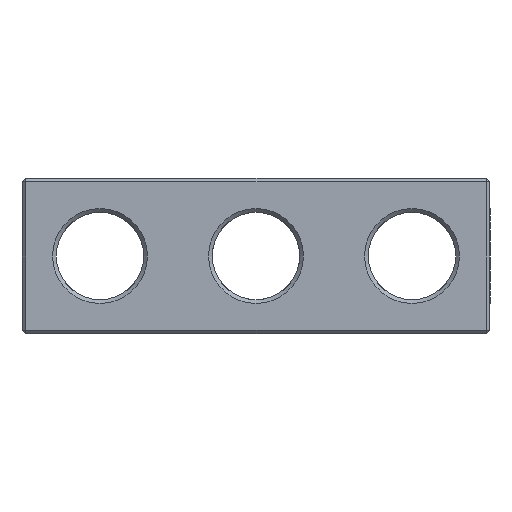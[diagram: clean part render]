
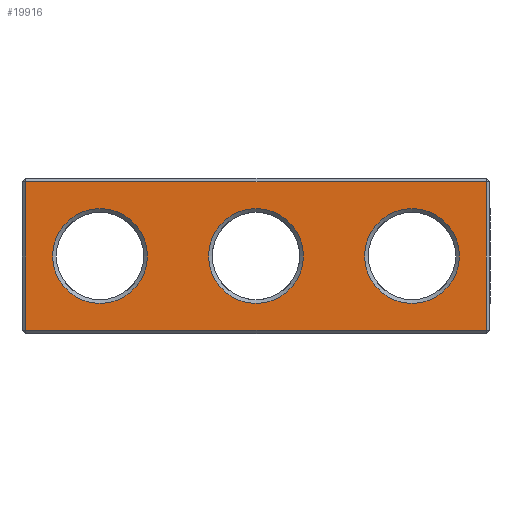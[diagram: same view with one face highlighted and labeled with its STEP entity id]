
A CAD part, front view. The second image highlights one B-rep face of the part: STEP entity #19916.
In plain terms, the highlighted planar face has unit normal (0, -1, 0).
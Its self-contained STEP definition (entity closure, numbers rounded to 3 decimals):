
#1923 = PLANE('',#1924);
#1924 = AXIS2_PLACEMENT_3D('',#1925,#1926,#1927);
#1925 = CARTESIAN_POINT('',(-18.75,-6.1,0.15));
#1926 = DIRECTION('',(0.,0.707,0.707));
#1927 = DIRECTION('',(1.,0.,0.));
#2644 = PLANE('',#2645);
#2645 = AXIS2_PLACEMENT_3D('',#2646,#2647,#2648);
#2646 = CARTESIAN_POINT('',(-18.75,-6.1,12.35));
#2647 = DIRECTION('',(0.,-0.707,0.707));
#2648 = DIRECTION('',(1.,0.,0.));
#7194 = PLANE('',#7195);
#7195 = AXIS2_PLACEMENT_3D('',#7196,#7197,#7198);
#7196 = CARTESIAN_POINT('',(-18.6,-6.1,0.));
#7197 = DIRECTION('',(-0.707,-0.707,0.));
#7198 = DIRECTION('',(0.,0.,1.));
#7556 = VERTEX_POINT('',#7557);
#7557 = CARTESIAN_POINT('',(-18.45,-6.25,0.3));
#7583 = EDGE_CURVE('',#7556,#7584,#7586,.T.);
#7584 = VERTEX_POINT('',#7585);
#7585 = CARTESIAN_POINT('',(18.45,-6.25,0.3));
#7586 = SURFACE_CURVE('',#7587,(#7591,#7598),.PCURVE_S1.);
#7587 = LINE('',#7588,#7589);
#7588 = CARTESIAN_POINT('',(-18.75,-6.25,0.3));
#7589 = VECTOR('',#7590,1.);
#7590 = DIRECTION('',(1.,0.,0.));
#7591 = PCURVE('',#1923,#7592);
#7592 = DEFINITIONAL_REPRESENTATION('',(#7593),#7597);
#7593 = LINE('',#7594,#7595);
#7594 = CARTESIAN_POINT('',(0.,-0.212));
#7595 = VECTOR('',#7596,1.);
#7596 = DIRECTION('',(1.,0.));
#7597 = ( GEOMETRIC_REPRESENTATION_CONTEXT(2) 
PARAMETRIC_REPRESENTATION_CONTEXT() REPRESENTATION_CONTEXT('2D SPACE',''
  ) );
#7598 = PCURVE('',#7599,#7604);
#7599 = PLANE('',#7600);
#7600 = AXIS2_PLACEMENT_3D('',#7601,#7602,#7603);
#7601 = CARTESIAN_POINT('',(-18.75,-6.25,0.));
#7602 = DIRECTION('',(0.,1.,0.));
#7603 = DIRECTION('',(1.,0.,0.));
#7604 = DEFINITIONAL_REPRESENTATION('',(#7605),#7609);
#7605 = LINE('',#7606,#7607);
#7606 = CARTESIAN_POINT('',(0.,-0.3));
#7607 = VECTOR('',#7608,1.);
#7608 = DIRECTION('',(1.,0.));
#7609 = ( GEOMETRIC_REPRESENTATION_CONTEXT(2) 
PARAMETRIC_REPRESENTATION_CONTEXT() REPRESENTATION_CONTEXT('2D SPACE',''
  ) );
#8803 = VERTEX_POINT('',#8804);
#8804 = CARTESIAN_POINT('',(-18.45,-6.25,12.2));
#8830 = EDGE_CURVE('',#8803,#8831,#8833,.T.);
#8831 = VERTEX_POINT('',#8832);
#8832 = CARTESIAN_POINT('',(18.45,-6.25,12.2));
#8833 = SURFACE_CURVE('',#8834,(#8838,#8845),.PCURVE_S1.);
#8834 = LINE('',#8835,#8836);
#8835 = CARTESIAN_POINT('',(-18.75,-6.25,12.2));
#8836 = VECTOR('',#8837,1.);
#8837 = DIRECTION('',(1.,0.,0.));
#8838 = PCURVE('',#2644,#8839);
#8839 = DEFINITIONAL_REPRESENTATION('',(#8840),#8844);
#8840 = LINE('',#8841,#8842);
#8841 = CARTESIAN_POINT('',(0.,-0.212));
#8842 = VECTOR('',#8843,1.);
#8843 = DIRECTION('',(1.,0.));
#8844 = ( GEOMETRIC_REPRESENTATION_CONTEXT(2) 
PARAMETRIC_REPRESENTATION_CONTEXT() REPRESENTATION_CONTEXT('2D SPACE',''
  ) );
#8845 = PCURVE('',#7599,#8846);
#8846 = DEFINITIONAL_REPRESENTATION('',(#8847),#8851);
#8847 = LINE('',#8848,#8849);
#8848 = CARTESIAN_POINT('',(0.,-12.2));
#8849 = VECTOR('',#8850,1.);
#8850 = DIRECTION('',(1.,0.));
#8851 = ( GEOMETRIC_REPRESENTATION_CONTEXT(2) 
PARAMETRIC_REPRESENTATION_CONTEXT() REPRESENTATION_CONTEXT('2D SPACE',''
  ) );
#18882 = EDGE_CURVE('',#7556,#8803,#18883,.T.);
#18883 = SURFACE_CURVE('',#18884,(#18888,#18895),.PCURVE_S1.);
#18884 = LINE('',#18885,#18886);
#18885 = CARTESIAN_POINT('',(-18.45,-6.25,0.));
#18886 = VECTOR('',#18887,1.);
#18887 = DIRECTION('',(0.,0.,1.));
#18888 = PCURVE('',#7194,#18889);
#18889 = DEFINITIONAL_REPRESENTATION('',(#18890),#18894);
#18890 = LINE('',#18891,#18892);
#18891 = CARTESIAN_POINT('',(0.,-0.212));
#18892 = VECTOR('',#18893,1.);
#18893 = DIRECTION('',(1.,0.));
#18894 = ( GEOMETRIC_REPRESENTATION_CONTEXT(2) 
PARAMETRIC_REPRESENTATION_CONTEXT() REPRESENTATION_CONTEXT('2D SPACE',''
  ) );
#18895 = PCURVE('',#7599,#18896);
#18896 = DEFINITIONAL_REPRESENTATION('',(#18897),#18901);
#18897 = LINE('',#18898,#18899);
#18898 = CARTESIAN_POINT('',(0.3,0.));
#18899 = VECTOR('',#18900,1.);
#18900 = DIRECTION('',(0.,-1.));
#18901 = ( GEOMETRIC_REPRESENTATION_CONTEXT(2) 
PARAMETRIC_REPRESENTATION_CONTEXT() REPRESENTATION_CONTEXT('2D SPACE',''
  ) );
#19916 = ADVANCED_FACE('',(#19917,#19948,#19979,#20010),#7599,.F.);
#19917 = FACE_BOUND('',#19918,.F.);
#19918 = EDGE_LOOP('',(#19919,#19920,#19921,#19947));
#19919 = ORIENTED_EDGE('',*,*,#18882,.T.);
#19920 = ORIENTED_EDGE('',*,*,#8830,.T.);
#19921 = ORIENTED_EDGE('',*,*,#19922,.F.);
#19922 = EDGE_CURVE('',#7584,#8831,#19923,.T.);
#19923 = SURFACE_CURVE('',#19924,(#19928,#19935),.PCURVE_S1.);
#19924 = LINE('',#19925,#19926);
#19925 = CARTESIAN_POINT('',(18.45,-6.25,0.));
#19926 = VECTOR('',#19927,1.);
#19927 = DIRECTION('',(0.,0.,1.));
#19928 = PCURVE('',#7599,#19929);
#19929 = DEFINITIONAL_REPRESENTATION('',(#19930),#19934);
#19930 = LINE('',#19931,#19932);
#19931 = CARTESIAN_POINT('',(37.2,0.));
#19932 = VECTOR('',#19933,1.);
#19933 = DIRECTION('',(0.,-1.));
#19934 = ( GEOMETRIC_REPRESENTATION_CONTEXT(2) 
PARAMETRIC_REPRESENTATION_CONTEXT() REPRESENTATION_CONTEXT('2D SPACE',''
  ) );
#19935 = PCURVE('',#19936,#19941);
#19936 = PLANE('',#19937);
#19937 = AXIS2_PLACEMENT_3D('',#19938,#19939,#19940);
#19938 = CARTESIAN_POINT('',(18.6,-6.1,0.));
#19939 = DIRECTION('',(0.707,-0.707,0.));
#19940 = DIRECTION('',(0.,0.,1.));
#19941 = DEFINITIONAL_REPRESENTATION('',(#19942),#19946);
#19942 = LINE('',#19943,#19944);
#19943 = CARTESIAN_POINT('',(0.,0.212));
#19944 = VECTOR('',#19945,1.);
#19945 = DIRECTION('',(1.,0.));
#19946 = ( GEOMETRIC_REPRESENTATION_CONTEXT(2) 
PARAMETRIC_REPRESENTATION_CONTEXT() REPRESENTATION_CONTEXT('2D SPACE',''
  ) );
#19947 = ORIENTED_EDGE('',*,*,#7583,.F.);
#19948 = FACE_BOUND('',#19949,.F.);
#19949 = EDGE_LOOP('',(#19950));
#19950 = ORIENTED_EDGE('',*,*,#19951,.F.);
#19951 = EDGE_CURVE('',#19952,#19952,#19954,.T.);
#19952 = VERTEX_POINT('',#19953);
#19953 = CARTESIAN_POINT('',(0.,-6.25,2.45));
#19954 = SURFACE_CURVE('',#19955,(#19960,#19967),.PCURVE_S1.);
#19955 = CIRCLE('',#19956,3.8);
#19956 = AXIS2_PLACEMENT_3D('',#19957,#19958,#19959);
#19957 = CARTESIAN_POINT('',(0.,-6.25,6.25));
#19958 = DIRECTION('',(0.,1.,0.));
#19959 = DIRECTION('',(0.,0.,-1.));
#19960 = PCURVE('',#7599,#19961);
#19961 = DEFINITIONAL_REPRESENTATION('',(#19962),#19966);
#19962 = CIRCLE('',#19963,3.8);
#19963 = AXIS2_PLACEMENT_2D('',#19964,#19965);
#19964 = CARTESIAN_POINT('',(18.75,-6.25));
#19965 = DIRECTION('',(0.,1.));
#19966 = ( GEOMETRIC_REPRESENTATION_CONTEXT(2) 
PARAMETRIC_REPRESENTATION_CONTEXT() REPRESENTATION_CONTEXT('2D SPACE',''
  ) );
#19967 = PCURVE('',#19968,#19973);
#19968 = CONICAL_SURFACE('',#19969,3.8,0.785);
#19969 = AXIS2_PLACEMENT_3D('',#19970,#19971,#19972);
#19970 = CARTESIAN_POINT('',(0.,-6.25,6.25));
#19971 = DIRECTION('',(0.,-1.,0.));
#19972 = DIRECTION('',(0.,0.,-1.));
#19973 = DEFINITIONAL_REPRESENTATION('',(#19974),#19978);
#19974 = LINE('',#19975,#19976);
#19975 = CARTESIAN_POINT('',(-0.,-0.));
#19976 = VECTOR('',#19977,1.);
#19977 = DIRECTION('',(-1.,-0.));
#19978 = ( GEOMETRIC_REPRESENTATION_CONTEXT(2) 
PARAMETRIC_REPRESENTATION_CONTEXT() REPRESENTATION_CONTEXT('2D SPACE',''
  ) );
#19979 = FACE_BOUND('',#19980,.F.);
#19980 = EDGE_LOOP('',(#19981));
#19981 = ORIENTED_EDGE('',*,*,#19982,.F.);
#19982 = EDGE_CURVE('',#19983,#19983,#19985,.T.);
#19983 = VERTEX_POINT('',#19984);
#19984 = CARTESIAN_POINT('',(-16.3,-6.25,6.25));
#19985 = SURFACE_CURVE('',#19986,(#19991,#19998),.PCURVE_S1.);
#19986 = CIRCLE('',#19987,3.8);
#19987 = AXIS2_PLACEMENT_3D('',#19988,#19989,#19990);
#19988 = CARTESIAN_POINT('',(-12.5,-6.25,6.25));
#19989 = DIRECTION('',(0.,1.,0.));
#19990 = DIRECTION('',(-1.,0.,0.));
#19991 = PCURVE('',#7599,#19992);
#19992 = DEFINITIONAL_REPRESENTATION('',(#19993),#19997);
#19993 = CIRCLE('',#19994,3.8);
#19994 = AXIS2_PLACEMENT_2D('',#19995,#19996);
#19995 = CARTESIAN_POINT('',(6.25,-6.25));
#19996 = DIRECTION('',(-1.,0.));
#19997 = ( GEOMETRIC_REPRESENTATION_CONTEXT(2) 
PARAMETRIC_REPRESENTATION_CONTEXT() REPRESENTATION_CONTEXT('2D SPACE',''
  ) );
#19998 = PCURVE('',#19999,#20004);
#19999 = CONICAL_SURFACE('',#20000,3.5,0.785);
#20000 = AXIS2_PLACEMENT_3D('',#20001,#20002,#20003);
#20001 = CARTESIAN_POINT('',(-12.5,-5.95,6.25));
#20002 = DIRECTION('',(0.,-1.,0.));
#20003 = DIRECTION('',(-1.,0.,0.));
#20004 = DEFINITIONAL_REPRESENTATION('',(#20005),#20009);
#20005 = LINE('',#20006,#20007);
#20006 = CARTESIAN_POINT('',(-0.,0.3));
#20007 = VECTOR('',#20008,1.);
#20008 = DIRECTION('',(-1.,0.));
#20009 = ( GEOMETRIC_REPRESENTATION_CONTEXT(2) 
PARAMETRIC_REPRESENTATION_CONTEXT() REPRESENTATION_CONTEXT('2D SPACE',''
  ) );
#20010 = FACE_BOUND('',#20011,.F.);
#20011 = EDGE_LOOP('',(#20012));
#20012 = ORIENTED_EDGE('',*,*,#20013,.T.);
#20013 = EDGE_CURVE('',#20014,#20014,#20016,.T.);
#20014 = VERTEX_POINT('',#20015);
#20015 = CARTESIAN_POINT('',(16.3,-6.25,6.25));
#20016 = SURFACE_CURVE('',#20017,(#20022,#20033),.PCURVE_S1.);
#20017 = CIRCLE('',#20018,3.8);
#20018 = AXIS2_PLACEMENT_3D('',#20019,#20020,#20021);
#20019 = CARTESIAN_POINT('',(12.5,-6.25,6.25));
#20020 = DIRECTION('',(0.,-1.,0.));
#20021 = DIRECTION('',(1.,0.,0.));
#20022 = PCURVE('',#7599,#20023);
#20023 = DEFINITIONAL_REPRESENTATION('',(#20024),#20032);
#20024 = ( BOUNDED_CURVE() B_SPLINE_CURVE(2,(#20025,#20026,#20027,#20028
    ,#20029,#20030,#20031),.UNSPECIFIED.,.T.,.F.) 
B_SPLINE_CURVE_WITH_KNOTS((1,2,2,2,2,1),(-2.094,0.,
    2.094,4.189,6.283,8.378),
.UNSPECIFIED.) CURVE() GEOMETRIC_REPRESENTATION_ITEM() 
RATIONAL_B_SPLINE_CURVE((1.,0.5,1.,0.5,1.,0.5,1.)) REPRESENTATION_ITEM(
  '') );
#20025 = CARTESIAN_POINT('',(35.05,-6.25));
#20026 = CARTESIAN_POINT('',(35.05,-12.832));
#20027 = CARTESIAN_POINT('',(29.35,-9.541));
#20028 = CARTESIAN_POINT('',(23.65,-6.25));
#20029 = CARTESIAN_POINT('',(29.35,-2.959));
#20030 = CARTESIAN_POINT('',(35.05,0.332));
#20031 = CARTESIAN_POINT('',(35.05,-6.25));
#20032 = ( GEOMETRIC_REPRESENTATION_CONTEXT(2) 
PARAMETRIC_REPRESENTATION_CONTEXT() REPRESENTATION_CONTEXT('2D SPACE',''
  ) );
#20033 = PCURVE('',#20034,#20039);
#20034 = CONICAL_SURFACE('',#20035,3.5,0.785);
#20035 = AXIS2_PLACEMENT_3D('',#20036,#20037,#20038);
#20036 = CARTESIAN_POINT('',(12.5,-5.95,6.25));
#20037 = DIRECTION('',(0.,-1.,0.));
#20038 = DIRECTION('',(1.,0.,0.));
#20039 = DEFINITIONAL_REPRESENTATION('',(#20040),#20044);
#20040 = LINE('',#20041,#20042);
#20041 = CARTESIAN_POINT('',(0.,0.3));
#20042 = VECTOR('',#20043,1.);
#20043 = DIRECTION('',(1.,0.));
#20044 = ( GEOMETRIC_REPRESENTATION_CONTEXT(2) 
PARAMETRIC_REPRESENTATION_CONTEXT() REPRESENTATION_CONTEXT('2D SPACE',''
  ) );
